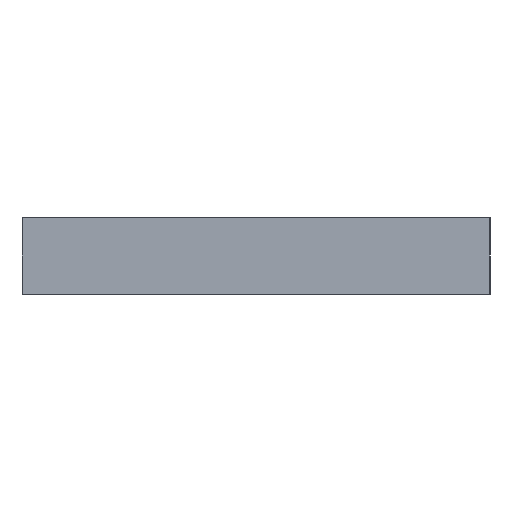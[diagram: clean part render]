
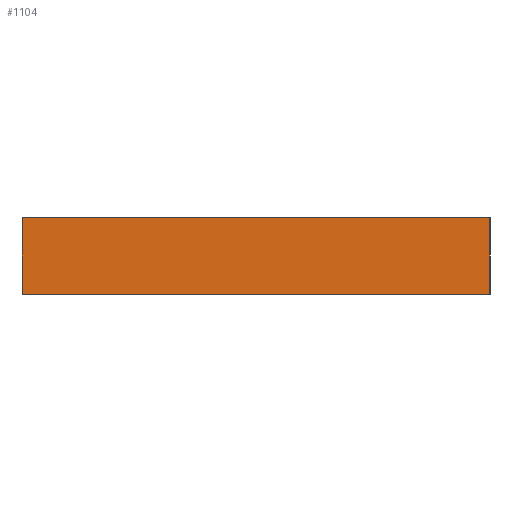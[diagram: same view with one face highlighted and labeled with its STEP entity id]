
A CAD part, left-side view. The second image highlights one B-rep face of the part: STEP entity #1104.
In plain terms, the highlighted planar face has unit normal (-1, 0, 0).
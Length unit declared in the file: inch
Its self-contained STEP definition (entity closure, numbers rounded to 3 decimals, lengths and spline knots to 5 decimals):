
#62=PLANE('',#1204);
#75=LINE('',#1683,#179);
#163=LINE('',#1992,#267);
#164=LINE('',#1993,#268);
#165=LINE('',#1994,#269);
#179=VECTOR('',#1283,3.065);
#267=VECTOR('',#1495,3.065);
#268=VECTOR('',#1496,0.5);
#269=VECTOR('',#1497,0.5);
#362=FACE_OUTER_BOUND('',#438,.T.);
#438=EDGE_LOOP('',(#1023,#1024,#1025,#1026));
#507=VERTEX_POINT('',#1679);
#509=VERTEX_POINT('',#1682);
#583=VERTEX_POINT('',#1990);
#584=VERTEX_POINT('',#1991);
#615=EDGE_CURVE('',#509,#507,#75,.T.);
#731=EDGE_CURVE('',#583,#584,#163,.T.);
#732=EDGE_CURVE('',#509,#584,#164,.T.);
#733=EDGE_CURVE('',#507,#583,#165,.T.);
#1023=ORIENTED_EDGE('',*,*,#731,.T.);
#1024=ORIENTED_EDGE('',*,*,#732,.F.);
#1025=ORIENTED_EDGE('',*,*,#615,.T.);
#1026=ORIENTED_EDGE('',*,*,#733,.T.);
#1104=ADVANCED_FACE('',(#362),#62,.T.);
#1204=AXIS2_PLACEMENT_3D('',#1989,#1493,#1494);
#1283=DIRECTION('',(0.,1.,0.));
#1493=DIRECTION('center_axis',(-1.,0.,0.));
#1494=DIRECTION('ref_axis',(0.,0.,1.));
#1495=DIRECTION('',(0.,-1.,0.));
#1496=DIRECTION('',(0.,0.,-1.));
#1497=DIRECTION('',(0.,0.,-1.));
#1679=CARTESIAN_POINT('',(-2.95,1.5325,0.));
#1682=CARTESIAN_POINT('',(-2.95,-1.5325,0.));
#1683=CARTESIAN_POINT('',(-2.95,-1.5325,0.));
#1989=CARTESIAN_POINT('Origin',(-2.95,1.5325,0.));
#1990=CARTESIAN_POINT('',(-2.95,1.5325,-0.5));
#1991=CARTESIAN_POINT('',(-2.95,-1.5325,-0.5));
#1992=CARTESIAN_POINT('',(-2.95,-1.5325,-0.5));
#1993=CARTESIAN_POINT('',(-2.95,-1.5325,0.));
#1994=CARTESIAN_POINT('',(-2.95,1.5325,0.));
